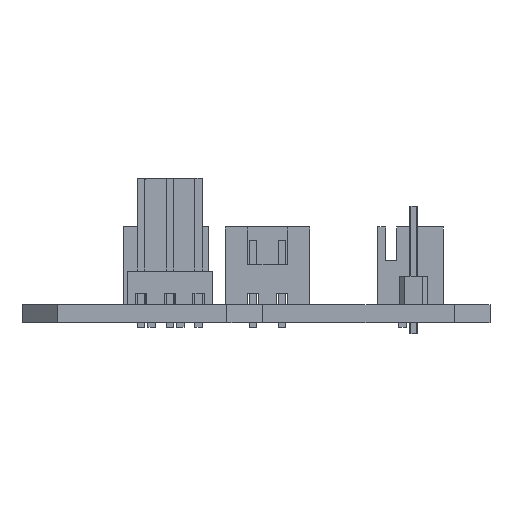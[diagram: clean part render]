
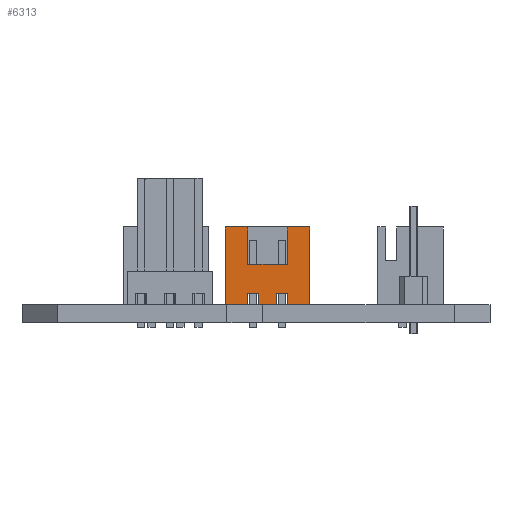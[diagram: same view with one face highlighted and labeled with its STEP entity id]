
A CAD part, left-side view. The second image highlights one B-rep face of the part: STEP entity #6313.
In plain terms, the highlighted face is planar.
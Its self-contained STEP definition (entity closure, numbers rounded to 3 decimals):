
#50 = VECTOR ( 'NONE', #1614, 1000. ) ;
#64 = DIRECTION ( 'NONE',  ( 1., 0., 0. ) ) ;
#70 = LINE ( 'NONE', #298, #5091 ) ;
#80 = CARTESIAN_POINT ( 'NONE',  ( 1.77, 1., -2.9 ) ) ;
#100 = VECTOR ( 'NONE', #6154, 1000. ) ;
#191 = FACE_OUTER_BOUND ( 'NONE', #2253, .T. ) ;
#264 = LINE ( 'NONE', #3333, #3596 ) ;
#295 = LINE ( 'NONE', #2363, #100 ) ;
#298 = CARTESIAN_POINT ( 'NONE',  ( 0.77, 0., -2.9 ) ) ;
#433 = CARTESIAN_POINT ( 'NONE',  ( -3.75, 0., -2.9 ) ) ;
#435 = DIRECTION ( 'NONE',  ( 1., 0., 0. ) ) ;
#455 = VERTEX_POINT ( 'NONE', #1049 ) ;
#457 = CARTESIAN_POINT ( 'NONE',  ( 1.77, 1., -2.9 ) ) ;
#530 = CARTESIAN_POINT ( 'NONE',  ( -3.75, 6.9, -2.9 ) ) ;
#554 = CARTESIAN_POINT ( 'NONE',  ( 0.77, 0., -2.9 ) ) ;
#586 = VERTEX_POINT ( 'NONE', #1201 ) ;
#599 = VECTOR ( 'NONE', #435, 1000. ) ;
#666 = PLANE ( 'NONE',  #7548 ) ;
#867 = DIRECTION ( 'NONE',  ( -1., 0., 0. ) ) ;
#898 = CARTESIAN_POINT ( 'NONE',  ( 1.75, 3.6, -2.9 ) ) ;
#990 = EDGE_CURVE ( 'NONE', #586, #6929, #5929, .T. ) ;
#1009 = VECTOR ( 'NONE', #7830, 1000. ) ;
#1036 = LINE ( 'NONE', #5701, #4382 ) ;
#1049 = CARTESIAN_POINT ( 'NONE',  ( -1.75, 6.9, -2.9 ) ) ;
#1113 = EDGE_CURVE ( 'NONE', #4441, #7967, #3913, .T. ) ;
#1151 = EDGE_CURVE ( 'NONE', #1420, #3618, #3533, .T. ) ;
#1193 = VECTOR ( 'NONE', #5117, 1000. ) ;
#1201 = CARTESIAN_POINT ( 'NONE',  ( 1.75, 3.6, -2.9 ) ) ;
#1370 = ORIENTED_EDGE ( 'NONE', *, *, #2954, .T. ) ;
#1420 = VERTEX_POINT ( 'NONE', #3812 ) ;
#1458 = VERTEX_POINT ( 'NONE', #7657 ) ;
#1539 = DIRECTION ( 'NONE',  ( 0., -1., 0. ) ) ;
#1614 = DIRECTION ( 'NONE',  ( -1., 0., 0. ) ) ;
#1726 = DIRECTION ( 'NONE',  ( -1., 0., 0. ) ) ;
#1805 = ORIENTED_EDGE ( 'NONE', *, *, #7767, .F. ) ;
#1889 = CARTESIAN_POINT ( 'NONE',  ( 3.75, 6.9, -2.9 ) ) ;
#1947 = DIRECTION ( 'NONE',  ( -1., 0., 0. ) ) ;
#1978 = VERTEX_POINT ( 'NONE', #1889 ) ;
#2044 = DIRECTION ( 'NONE',  ( 0., -1., 0. ) ) ;
#2121 = CARTESIAN_POINT ( 'NONE',  ( 3.75, 0., -2.9 ) ) ;
#2253 = EDGE_LOOP ( 'NONE', ( #6941, #2283, #2487, #7711, #1370, #1805, #7045, #2394, #5937, #5649, #4336, #4726, #7998, #3331, #5438, #5832 ) ) ;
#2283 = ORIENTED_EDGE ( 'NONE', *, *, #2395, .F. ) ;
#2363 = CARTESIAN_POINT ( 'NONE',  ( -0.77, 0., -2.9 ) ) ;
#2394 = ORIENTED_EDGE ( 'NONE', *, *, #3110, .F. ) ;
#2395 = EDGE_CURVE ( 'NONE', #7967, #7625, #295, .T. ) ;
#2487 = ORIENTED_EDGE ( 'NONE', *, *, #1113, .F. ) ;
#2954 = EDGE_CURVE ( 'NONE', #4585, #4141, #5098, .T. ) ;
#3099 = CARTESIAN_POINT ( 'NONE',  ( -1.75, 3.6, -2.9 ) ) ;
#3110 = EDGE_CURVE ( 'NONE', #6929, #455, #264, .T. ) ;
#3183 = LINE ( 'NONE', #4097, #50 ) ;
#3196 = CARTESIAN_POINT ( 'NONE',  ( -0.77, 0., -2.9 ) ) ;
#3299 = DIRECTION ( 'NONE',  ( 0., 1., 0. ) ) ;
#3331 = ORIENTED_EDGE ( 'NONE', *, *, #4957, .F. ) ;
#3333 = CARTESIAN_POINT ( 'NONE',  ( -1.75, 6.9, -2.9 ) ) ;
#3358 = VECTOR ( 'NONE', #7738, 1000. ) ;
#3377 = CARTESIAN_POINT ( 'NONE',  ( 3.75, 6.9, -2.9 ) ) ;
#3455 = LINE ( 'NONE', #3377, #5162 ) ;
#3533 = LINE ( 'NONE', #457, #5028 ) ;
#3573 = CARTESIAN_POINT ( 'NONE',  ( -1.77, 0., -2.9 ) ) ;
#3596 = VECTOR ( 'NONE', #3299, 1000. ) ;
#3618 = VERTEX_POINT ( 'NONE', #80 ) ;
#3626 = EDGE_CURVE ( 'NONE', #5366, #7625, #7905, .T. ) ;
#3691 = CARTESIAN_POINT ( 'NONE',  ( -3.75, 6.9, -2.9 ) ) ;
#3731 = DIRECTION ( 'NONE',  ( 0., -1., 0. ) ) ;
#3772 = VECTOR ( 'NONE', #4968, 1000. ) ;
#3806 = DIRECTION ( 'NONE',  ( 0., 0., 1. ) ) ;
#3812 = CARTESIAN_POINT ( 'NONE',  ( 0.77, 1., -2.9 ) ) ;
#3829 = CARTESIAN_POINT ( 'NONE',  ( -3.75, 0., -2.9 ) ) ;
#3913 = LINE ( 'NONE', #4748, #599 ) ;
#3956 = CARTESIAN_POINT ( 'NONE',  ( -1.77, 0., -2.9 ) ) ;
#4097 = CARTESIAN_POINT ( 'NONE',  ( -3.75, 0., -2.9 ) ) ;
#4134 = CARTESIAN_POINT ( 'NONE',  ( -1.77, 1., -2.9 ) ) ;
#4141 = VERTEX_POINT ( 'NONE', #6923 ) ;
#4336 = ORIENTED_EDGE ( 'NONE', *, *, #7514, .F. ) ;
#4382 = VECTOR ( 'NONE', #1947, 1000. ) ;
#4441 = VERTEX_POINT ( 'NONE', #4134 ) ;
#4495 = LINE ( 'NONE', #6915, #6021 ) ;
#4516 = CARTESIAN_POINT ( 'NONE',  ( 1.77, 0., -2.9 ) ) ;
#4585 = VERTEX_POINT ( 'NONE', #3573 ) ;
#4726 = ORIENTED_EDGE ( 'NONE', *, *, #5594, .T. ) ;
#4748 = CARTESIAN_POINT ( 'NONE',  ( -0.77, 1., -2.9 ) ) ;
#4957 = EDGE_CURVE ( 'NONE', #3618, #5043, #7837, .T. ) ;
#4968 = DIRECTION ( 'NONE',  ( -1., 0., 0. ) ) ;
#5028 = VECTOR ( 'NONE', #5502, 1000. ) ;
#5043 = VERTEX_POINT ( 'NONE', #7154 ) ;
#5077 = EDGE_CURVE ( 'NONE', #4585, #4441, #6070, .T. ) ;
#5091 = VECTOR ( 'NONE', #6607, 1000. ) ;
#5098 = LINE ( 'NONE', #433, #6577 ) ;
#5117 = DIRECTION ( 'NONE',  ( -1., 0., 0. ) ) ;
#5162 = VECTOR ( 'NONE', #1539, 1000. ) ;
#5225 = EDGE_CURVE ( 'NONE', #7216, #5043, #3183, .T. ) ;
#5366 = VERTEX_POINT ( 'NONE', #554 ) ;
#5438 = ORIENTED_EDGE ( 'NONE', *, *, #1151, .F. ) ;
#5470 = LINE ( 'NONE', #7113, #3358 ) ;
#5502 = DIRECTION ( 'NONE',  ( 1., 0., 0. ) ) ;
#5594 = EDGE_CURVE ( 'NONE', #1978, #7216, #3455, .T. ) ;
#5649 = ORIENTED_EDGE ( 'NONE', *, *, #6251, .F. ) ;
#5701 = CARTESIAN_POINT ( 'NONE',  ( -3.75, 6.9, -2.9 ) ) ;
#5832 = ORIENTED_EDGE ( 'NONE', *, *, #7242, .F. ) ;
#5929 = LINE ( 'NONE', #898, #7423 ) ;
#5937 = ORIENTED_EDGE ( 'NONE', *, *, #990, .F. ) ;
#6021 = VECTOR ( 'NONE', #3731, 1000. ) ;
#6070 = LINE ( 'NONE', #3956, #1009 ) ;
#6154 = DIRECTION ( 'NONE',  ( 0., -1., 0. ) ) ;
#6178 = VECTOR ( 'NONE', #2044, 1000. ) ;
#6251 = EDGE_CURVE ( 'NONE', #1458, #586, #4495, .T. ) ;
#6313 = ADVANCED_FACE ( 'NONE', ( #191 ), #666, .F. ) ;
#6577 = VECTOR ( 'NONE', #1726, 1000. ) ;
#6607 = DIRECTION ( 'NONE',  ( 0., 1., 0. ) ) ;
#6915 = CARTESIAN_POINT ( 'NONE',  ( 1.75, 6.9, -2.9 ) ) ;
#6923 = CARTESIAN_POINT ( 'NONE',  ( -3.75, 0., -2.9 ) ) ;
#6929 = VERTEX_POINT ( 'NONE', #3099 ) ;
#6941 = ORIENTED_EDGE ( 'NONE', *, *, #3626, .T. ) ;
#6953 = EDGE_CURVE ( 'NONE', #455, #7459, #1036, .T. ) ;
#7045 = ORIENTED_EDGE ( 'NONE', *, *, #6953, .F. ) ;
#7113 = CARTESIAN_POINT ( 'NONE',  ( -3.75, 6.9, -2.9 ) ) ;
#7153 = LINE ( 'NONE', #3691, #3772 ) ;
#7154 = CARTESIAN_POINT ( 'NONE',  ( 1.77, 0., -2.9 ) ) ;
#7216 = VERTEX_POINT ( 'NONE', #2121 ) ;
#7242 = EDGE_CURVE ( 'NONE', #5366, #1420, #70, .T. ) ;
#7423 = VECTOR ( 'NONE', #867, 1000. ) ;
#7459 = VERTEX_POINT ( 'NONE', #530 ) ;
#7514 = EDGE_CURVE ( 'NONE', #1978, #1458, #7153, .T. ) ;
#7548 = AXIS2_PLACEMENT_3D ( 'NONE', #7627, #3806, #64 ) ;
#7625 = VERTEX_POINT ( 'NONE', #3196 ) ;
#7627 = CARTESIAN_POINT ( 'NONE',  ( -3.75, 6.9, -2.9 ) ) ;
#7657 = CARTESIAN_POINT ( 'NONE',  ( 1.75, 6.9, -2.9 ) ) ;
#7711 = ORIENTED_EDGE ( 'NONE', *, *, #5077, .F. ) ;
#7738 = DIRECTION ( 'NONE',  ( 0., -1., 0. ) ) ;
#7767 = EDGE_CURVE ( 'NONE', #7459, #4141, #5470, .T. ) ;
#7830 = DIRECTION ( 'NONE',  ( 0., 1., 0. ) ) ;
#7837 = LINE ( 'NONE', #4516, #6178 ) ;
#7905 = LINE ( 'NONE', #3829, #1193 ) ;
#7950 = CARTESIAN_POINT ( 'NONE',  ( -0.77, 1., -2.9 ) ) ;
#7967 = VERTEX_POINT ( 'NONE', #7950 ) ;
#7998 = ORIENTED_EDGE ( 'NONE', *, *, #5225, .T. ) ;
